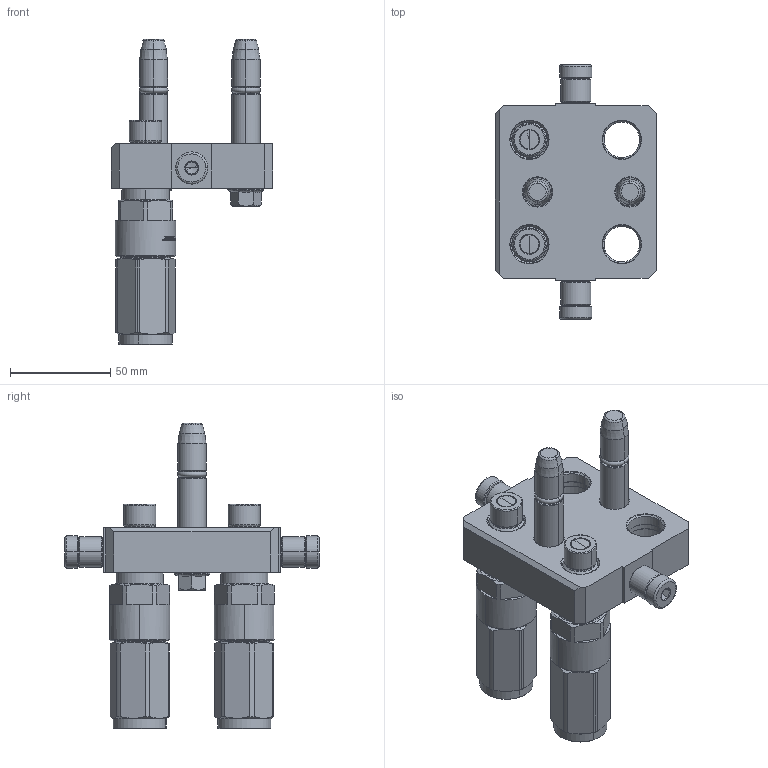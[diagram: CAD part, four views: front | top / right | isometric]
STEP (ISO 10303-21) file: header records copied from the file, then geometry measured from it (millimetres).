
FILE_DESCRIPTION (( 'STEP AP214' ), '1' );
FILE_NAME ('FASTER_DB.step', '2025-02-12T13:01:12', ( '' ), ( '' ), 'SwSTEP 2.0', 'SolidWorks 2017', '' );
FILE_SCHEMA (( 'AUTOMOTIVE_DESIGN' ));
Length unit declared in the file: millimetre
Products named in the file (11): 1540_080_0008_000; et002; FASTER_DB; 4830_013_3000_030; 3ffnp14_gas_ms; P404_M_BASE; 4830_028_1000_011; or2_62x9_19_m; 4830_021_0000_000; 4820_010_1000_000
Assembly tree (16 placements, depth 3):
  FASTER_DB
    P404_M_BASE
      4820_010_1000_000
      4830_021_0000_000  x2
      1540_080_0008_000  x2
      4830_013_3000_030  x2
      or2_62x9_19_m  x2
      4830_028_1000_011  x2
    3ffnp14_gas_ms  x2
      3ffnp14_gas_ms
    et002
Bounding box: 80.3 x 126.6 x 151.9 mm (x, y, z)
Volume: 2873.9 mm3; surface area: 71508.8 mm2
Topology: 5 solids, 34 shells, 1597 faces, 4648 edges, 3066 vertices
Faces by surface type: plane 974, cylinder 245, cone 234, torus 92, bspline 52
Entity records: 46036 total; most frequent: CARTESIAN_POINT 11911, ORIENTED_EDGE 6439, DIRECTION 5986, EDGE_CURVE 3420, VECTOR 2456, LINE 2456, VERTEX_POINT 2256, AXIS2_PLACEMENT_3D 1765
